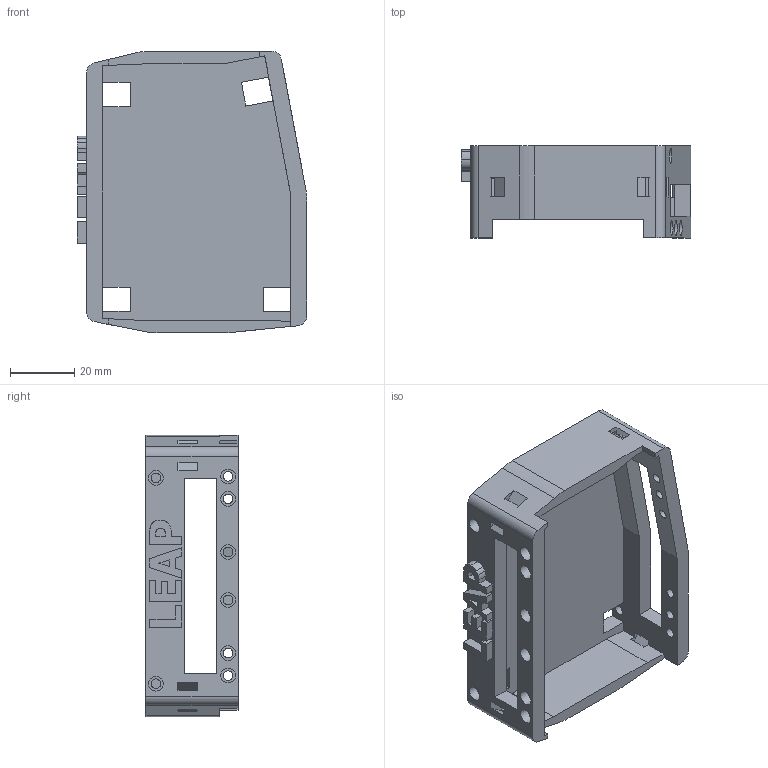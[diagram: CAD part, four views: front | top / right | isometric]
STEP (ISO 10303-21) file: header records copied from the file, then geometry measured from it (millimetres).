
FILE_DESCRIPTION(/* description */ (''),/* implementation_level */ '2;1');
FILE_NAME(/* name */ 'top_xarm_smaller_right.stp',/* time_stamp */ '2025-08-05T13:17:51-04:00',/* author */ ('Kenny'),/* organization */ (''),/* preprocessor_version */ 'ST-DEVELOPER v20',/* originating_system */ 'Autodesk Inventor 2025',/* authorisation */ '');
FILE_SCHEMA (('AUTOMOTIVE_DESIGN { 1 0 10303 214 3 1 1 }'));
Length unit declared in the file: millimetre
Products named in the file (1): top_xarm_right_smaller
Bounding box: 71.8 x 28.75 x 88 mm (x, y, z)
Volume: 46476.5 mm3; surface area: 25911.2 mm2
Topology: 1 solids, 1 shells, 180 faces, 501 edges, 334 vertices
Faces by surface type: plane 129, cylinder 41, bspline 10
Full cylindrical faces by diameter (mm): 2.9 x2, 3 x14, 4.6 x16
Entity records: 6157 total; most frequent: CARTESIAN_POINT 1146, ORIENTED_EDGE 1002, DIRECTION 905, EDGE_CURVE 501, LINE 399, VECTOR 399, VERTEX_POINT 334, AXIS2_PLACEMENT_3D 253
